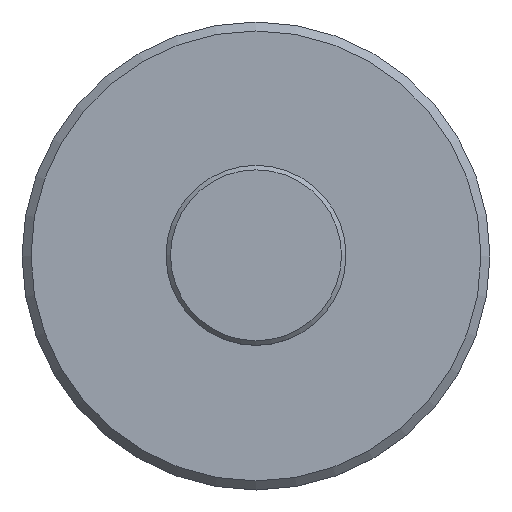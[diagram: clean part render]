
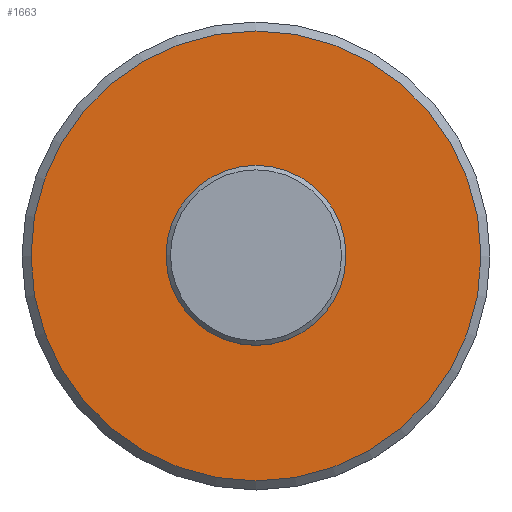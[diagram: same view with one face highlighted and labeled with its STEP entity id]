
A CAD part, top view. The second image highlights one B-rep face of the part: STEP entity #1663.
In plain terms, the highlighted planar face has unit normal (0, 0, 1).
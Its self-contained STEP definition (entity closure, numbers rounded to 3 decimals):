
#364=FACE_BOUND('',#585,.T.);
#462=FACE_OUTER_BOUND('',#584,.T.);
#584=EDGE_LOOP('',(#1461));
#585=EDGE_LOOP('',(#1462));
#677=CIRCLE('',#1868,8.158);
#679=CIRCLE('',#1871,25.);
#819=VERTEX_POINT('',#6298);
#820=VERTEX_POINT('',#6303);
#1034=EDGE_CURVE('',#819,#819,#677,.T.);
#1036=EDGE_CURVE('',#820,#820,#679,.T.);
#1461=ORIENTED_EDGE('',*,*,#1036,.F.);
#1462=ORIENTED_EDGE('',*,*,#1034,.T.);
#1563=PLANE('',#1870);
#1663=ADVANCED_FACE('',(#462,#364),#1563,.T.);
#1868=AXIS2_PLACEMENT_3D('',#6300,#2361,#2362);
#1870=AXIS2_PLACEMENT_3D('',#6302,#2365,#2366);
#1871=AXIS2_PLACEMENT_3D('',#6304,#2367,#2368);
#2361=DIRECTION('center_axis',(0.,0.,
-1.));
#2362=DIRECTION('ref_axis',(1.,0.,0.));
#2365=DIRECTION('center_axis',(0.,0.,
1.));
#2366=DIRECTION('ref_axis',(-1.,0.,0.));
#2367=DIRECTION('center_axis',(0.,0.,
-1.));
#2368=DIRECTION('ref_axis',(-1.,0.,0.));
#6298=CARTESIAN_POINT('',(41.842,-10.,-38.601));
#6300=CARTESIAN_POINT('Origin',(50.,-10.,-38.601));
#6302=CARTESIAN_POINT('Origin',(50.,-10.,-38.601));
#6303=CARTESIAN_POINT('',(75.,-10.,-38.601));
#6304=CARTESIAN_POINT('Origin',(50.,-10.,-38.601));
